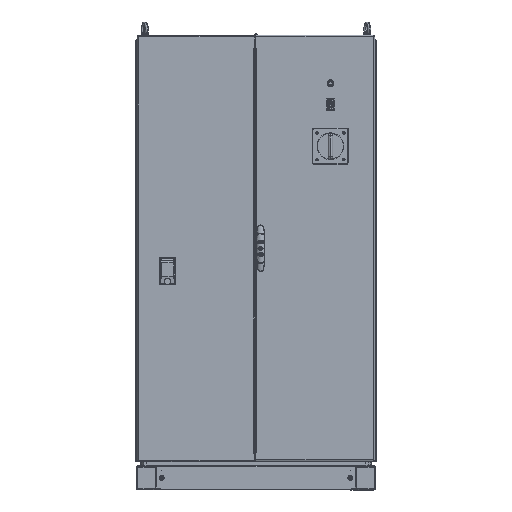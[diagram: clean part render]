
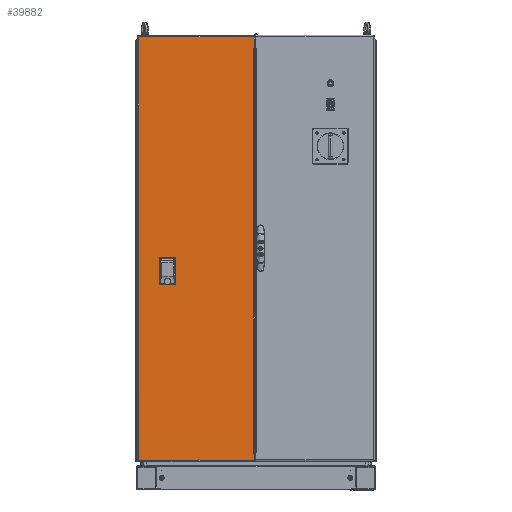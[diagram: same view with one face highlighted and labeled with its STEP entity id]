
A CAD part, top view. The second image highlights one B-rep face of the part: STEP entity #39882.
In plain terms, the highlighted planar face has unit normal (0, 0, 1).
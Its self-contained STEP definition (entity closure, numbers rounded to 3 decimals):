
#186 = ORIENTED_EDGE ( 'NONE', *, *, #37357, .F. ) ;
#268 = EDGE_CURVE ( 'NONE', #7884, #42528, #77548, .T. ) ;
#806 = DIRECTION ( 'NONE',  ( 0., -1., 0. ) ) ;
#1440 = EDGE_CURVE ( 'NONE', #15125, #19151, #58247, .T. ) ;
#1954 = EDGE_CURVE ( 'NONE', #54032, #7884, #63204, .T. ) ;
#2138 = ORIENTED_EDGE ( 'NONE', *, *, #71208, .F. ) ;
#2177 = CARTESIAN_POINT ( 'NONE',  ( 495.607, -8.07, 411.5 ) ) ;
#4479 = EDGE_CURVE ( 'NONE', #25733, #24036, #46073, .T. ) ;
#5640 = DIRECTION ( 'NONE',  ( 0., -1., 0. ) ) ;
#7884 = VERTEX_POINT ( 'NONE', #33043 ) ;
#11689 = LINE ( 'NONE', #52087, #74572 ) ;
#12330 = VECTOR ( 'NONE', #19872, 1000. ) ;
#12616 = FACE_OUTER_BOUND ( 'NONE', #75094, .T. ) ;
#12764 = VECTOR ( 'NONE', #62278, 1000. ) ;
#13071 = PLANE ( 'NONE',  #25530 ) ;
#14366 = CARTESIAN_POINT ( 'NONE',  ( 493.011, -3.07, 411.5 ) ) ;
#15125 = VERTEX_POINT ( 'NONE', #78986 ) ;
#15204 = DIRECTION ( 'NONE',  ( 0., 1., 0. ) ) ;
#18124 = CARTESIAN_POINT ( 'NONE',  ( 493.011, -1750.57, 411.5 ) ) ;
#18441 = CARTESIAN_POINT ( 'NONE',  ( 495.607, -3.07, 411.5 ) ) ;
#18714 = CARTESIAN_POINT ( 'NONE',  ( 5.811, -3.07, 411.5 ) ) ;
#19151 = VERTEX_POINT ( 'NONE', #39803 ) ;
#19249 = EDGE_CURVE ( 'NONE', #42886, #84560, #47949, .T. ) ;
#19872 = DIRECTION ( 'NONE',  ( 0., -1., 0. ) ) ;
#20977 = ORIENTED_EDGE ( 'NONE', *, *, #74335, .F. ) ;
#23475 = VECTOR ( 'NONE', #45173, 1000. ) ;
#24036 = VERTEX_POINT ( 'NONE', #88948 ) ;
#25530 = AXIS2_PLACEMENT_3D ( 'NONE', #18714, #70152, #84664 ) ;
#25733 = VERTEX_POINT ( 'NONE', #84579 ) ;
#25929 = CARTESIAN_POINT ( 'NONE',  ( 105.811, -1035.07, 411.5 ) ) ;
#29595 = EDGE_CURVE ( 'NONE', #42528, #42886, #69580, .T. ) ;
#29651 = ORIENTED_EDGE ( 'NONE', *, *, #268, .F. ) ;
#30259 = EDGE_CURVE ( 'NONE', #19151, #53139, #46945, .T. ) ;
#31700 = ORIENTED_EDGE ( 'NONE', *, *, #4479, .F. ) ;
#33043 = CARTESIAN_POINT ( 'NONE',  ( 493.011, -56.07, 411.5 ) ) ;
#36179 = DIRECTION ( 'NONE',  ( 1., 0., 0. ) ) ;
#36721 = CARTESIAN_POINT ( 'NONE',  ( 158.811, -943.07, 411.5 ) ) ;
#37357 = EDGE_CURVE ( 'NONE', #75908, #15125, #66392, .T. ) ;
#37910 = VECTOR ( 'NONE', #36179, 1000. ) ;
#38416 = EDGE_LOOP ( 'NONE', ( #88612, #72362, #186, #70348 ) ) ;
#39803 = CARTESIAN_POINT ( 'NONE',  ( 158.811, -943.07, 411.5 ) ) ;
#39882 = ADVANCED_FACE ( 'NONE', ( #84216, #12616 ), #13071, .F. ) ;
#39946 = DIRECTION ( 'NONE',  ( 0., -1., 0. ) ) ;
#40353 = CARTESIAN_POINT ( 'NONE',  ( 105.811, -943.07, 411.5 ) ) ;
#42222 = CARTESIAN_POINT ( 'NONE',  ( 495.607, -1750.57, 411.5 ) ) ;
#42528 = VERTEX_POINT ( 'NONE', #18124 ) ;
#42735 = LINE ( 'NONE', #63342, #37910 ) ;
#42886 = VERTEX_POINT ( 'NONE', #42222 ) ;
#43500 = VECTOR ( 'NONE', #5640, 1000. ) ;
#45173 = DIRECTION ( 'NONE',  ( 0., 1., 0. ) ) ;
#45539 = DIRECTION ( 'NONE',  ( -1., 0., 0. ) ) ;
#46073 = LINE ( 'NONE', #75563, #23475 ) ;
#46945 = LINE ( 'NONE', #40353, #49553 ) ;
#47949 = LINE ( 'NONE', #76514, #12330 ) ;
#49553 = VECTOR ( 'NONE', #68890, 1000. ) ;
#49618 = CARTESIAN_POINT ( 'NONE',  ( 5.811, -56.07, 411.5 ) ) ;
#52087 = CARTESIAN_POINT ( 'NONE',  ( 5.811, -1780.07, 411.5 ) ) ;
#52097 = ORIENTED_EDGE ( 'NONE', *, *, #72818, .F. ) ;
#53110 = VERTEX_POINT ( 'NONE', #2177 ) ;
#53139 = VERTEX_POINT ( 'NONE', #66725 ) ;
#54032 = VERTEX_POINT ( 'NONE', #85386 ) ;
#54683 = ORIENTED_EDGE ( 'NONE', *, *, #1954, .F. ) ;
#55243 = LINE ( 'NONE', #69759, #43500 ) ;
#57274 = CARTESIAN_POINT ( 'NONE',  ( 495.607, -1780.07, 411.5 ) ) ;
#58247 = LINE ( 'NONE', #36721, #70961 ) ;
#61646 = CARTESIAN_POINT ( 'NONE',  ( 5.811, -1750.57, 411.5 ) ) ;
#62278 = DIRECTION ( 'NONE',  ( -1., 0., 0. ) ) ;
#62718 = VECTOR ( 'NONE', #72962, 1000. ) ;
#63204 = LINE ( 'NONE', #49618, #12764 ) ;
#63280 = VECTOR ( 'NONE', #39946, 1000. ) ;
#63342 = CARTESIAN_POINT ( 'NONE',  ( 5.811, -8.07, 411.5 ) ) ;
#66392 = LINE ( 'NONE', #79986, #62718 ) ;
#66725 = CARTESIAN_POINT ( 'NONE',  ( 105.811, -943.07, 411.5 ) ) ;
#68890 = DIRECTION ( 'NONE',  ( -1., 0., 0. ) ) ;
#69580 = LINE ( 'NONE', #61646, #90149 ) ;
#69759 = CARTESIAN_POINT ( 'NONE',  ( 105.811, -943.07, 411.5 ) ) ;
#70152 = DIRECTION ( 'NONE',  ( 0., 0., -1. ) ) ;
#70348 = ORIENTED_EDGE ( 'NONE', *, *, #76425, .F. ) ;
#70961 = VECTOR ( 'NONE', #15204, 1000. ) ;
#71208 = EDGE_CURVE ( 'NONE', #24036, #53110, #42735, .T. ) ;
#72362 = ORIENTED_EDGE ( 'NONE', *, *, #1440, .F. ) ;
#72818 = EDGE_CURVE ( 'NONE', #53110, #54032, #74156, .T. ) ;
#72962 = DIRECTION ( 'NONE',  ( 1., 0., 0. ) ) ;
#74156 = LINE ( 'NONE', #18441, #63280 ) ;
#74335 = EDGE_CURVE ( 'NONE', #84560, #25733, #11689, .T. ) ;
#74572 = VECTOR ( 'NONE', #45539, 1000. ) ;
#75094 = EDGE_LOOP ( 'NONE', ( #29651, #54683, #52097, #2138, #31700, #20977, #83854, #77157 ) ) ;
#75563 = CARTESIAN_POINT ( 'NONE',  ( 10.811, -3.07, 411.5 ) ) ;
#75908 = VERTEX_POINT ( 'NONE', #25929 ) ;
#76425 = EDGE_CURVE ( 'NONE', #53139, #75908, #55243, .T. ) ;
#76514 = CARTESIAN_POINT ( 'NONE',  ( 495.607, -3.07, 411.5 ) ) ;
#77157 = ORIENTED_EDGE ( 'NONE', *, *, #29595, .F. ) ;
#77548 = LINE ( 'NONE', #14366, #79801 ) ;
#78986 = CARTESIAN_POINT ( 'NONE',  ( 158.811, -1035.07, 411.5 ) ) ;
#79801 = VECTOR ( 'NONE', #806, 1000. ) ;
#79986 = CARTESIAN_POINT ( 'NONE',  ( 105.811, -1035.07, 411.5 ) ) ;
#83854 = ORIENTED_EDGE ( 'NONE', *, *, #19249, .F. ) ;
#84216 = FACE_BOUND ( 'NONE', #38416, .T. ) ;
#84560 = VERTEX_POINT ( 'NONE', #57274 ) ;
#84579 = CARTESIAN_POINT ( 'NONE',  ( 10.811, -1780.07, 411.5 ) ) ;
#84664 = DIRECTION ( 'NONE',  ( 1., 0., 0. ) ) ;
#85386 = CARTESIAN_POINT ( 'NONE',  ( 495.607, -56.07, 411.5 ) ) ;
#88612 = ORIENTED_EDGE ( 'NONE', *, *, #30259, .F. ) ;
#88948 = CARTESIAN_POINT ( 'NONE',  ( 10.811, -8.07, 411.5 ) ) ;
#89745 = DIRECTION ( 'NONE',  ( 1., 0., 0. ) ) ;
#90149 = VECTOR ( 'NONE', #89745, 1000. ) ;
